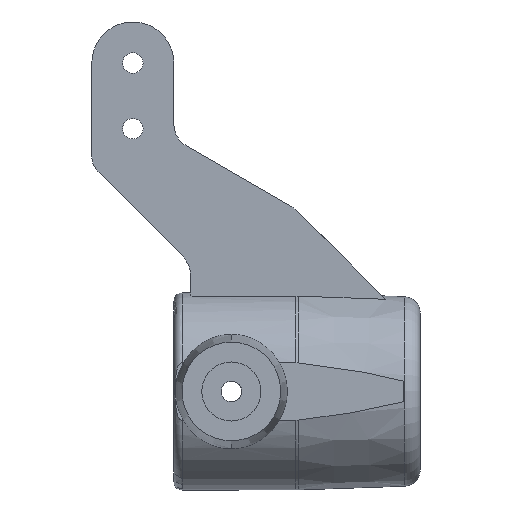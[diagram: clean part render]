
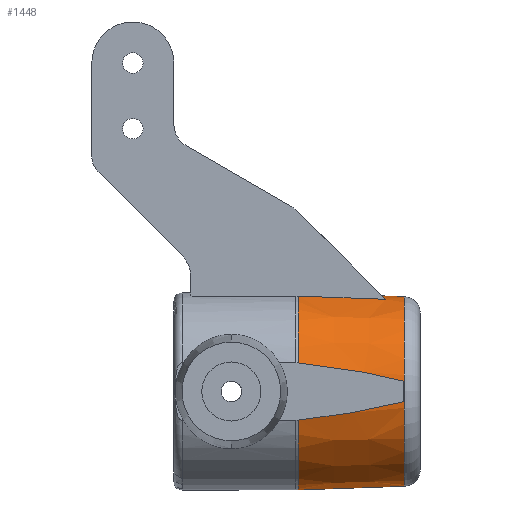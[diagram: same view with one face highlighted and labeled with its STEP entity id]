
A CAD part, front view. The second image highlights one B-rep face of the part: STEP entity #1448.
In plain terms, the highlighted conical face has half-angle 2 degrees and reference radius 12 mm.
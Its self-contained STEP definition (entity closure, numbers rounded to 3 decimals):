
#5 = CARTESIAN_POINT ( 'NONE',  ( 25.499, -2.021, 11.501 ) ) ;
#15 = CARTESIAN_POINT ( 'NONE',  ( 16.115, -3., 11.579 ) ) ;
#43 = CARTESIAN_POINT ( 'NONE',  ( 15.174, -11.478, 3.479 ) ) ;
#47 = EDGE_CURVE ( 'NONE', #2055, #2262, #1688, .T. ) ;
#74 = DIRECTION ( 'NONE',  ( 1., 0., 0. ) ) ;
#117 = CARTESIAN_POINT ( 'NONE',  ( 15., 0., 0. ) ) ;
#159 = AXIS2_PLACEMENT_3D ( 'NONE', #358, #340, #2414 ) ;
#194 = ORIENTED_EDGE ( 'NONE', *, *, #1637, .T. ) ;
#254 = VERTEX_POINT ( 'NONE', #2367 ) ;
#269 = LINE ( 'NONE', #536, #298 ) ;
#298 = VECTOR ( 'NONE', #1100, 1000. ) ;
#299 = CARTESIAN_POINT ( 'NONE',  ( 15.174, 0., 0. ) ) ;
#301 = CARTESIAN_POINT ( 'NONE',  ( 25.37, -11.478, -1.924 ) ) ;
#306 = EDGE_CURVE ( 'NONE', #2320, #2055, #1562, .T. ) ;
#330 = DIRECTION ( 'NONE',  ( -1., 0., 0. ) ) ;
#340 = DIRECTION ( 'NONE',  ( 1., 0., 0. ) ) ;
#358 = CARTESIAN_POINT ( 'NONE',  ( 28., 0., 0. ) ) ;
#409 = CARTESIAN_POINT ( 'NONE',  ( 15., 0., -12. ) ) ;
#415 = CARTESIAN_POINT ( 'NONE',  ( 27.478, -11.478, 1.418 ) ) ;
#416 = LINE ( 'NONE', #409, #2096 ) ;
#447 = VERTEX_POINT ( 'NONE', #565 ) ;
#464 = AXIS2_PLACEMENT_3D ( 'NONE', #299, #74, #1613 ) ;
#474 = CIRCLE ( 'NONE', #1915, 11.994 ) ;
#536 = CARTESIAN_POINT ( 'NONE',  ( 15., 0., 12. ) ) ;
#565 = CARTESIAN_POINT ( 'NONE',  ( 28., -11.478, -1.249 ) ) ;
#570 = CARTESIAN_POINT ( 'NONE',  ( 25.77, -3., 11.23 ) ) ;
#607 = CARTESIAN_POINT ( 'NONE',  ( 19.646, -3., 11.451 ) ) ;
#611 = CARTESIAN_POINT ( 'NONE',  ( 25.362, -11.478, 1.926 ) ) ;
#622 = CARTESIAN_POINT ( 'NONE',  ( 28., -11.478, 1.249 ) ) ;
#633 = CARTESIAN_POINT ( 'NONE',  ( 25.893, -11.478, 1.811 ) ) ;
#635 = CARTESIAN_POINT ( 'NONE',  ( 15.174, -11.478, 3.479 ) ) ;
#667 = CARTESIAN_POINT ( 'NONE',  ( 25.362, 0., 11.638 ) ) ;
#675 = CARTESIAN_POINT ( 'NONE',  ( 25.77, -3., 11.23 ) ) ;
#681 = ORIENTED_EDGE ( 'NONE', *, *, #686, .F. ) ;
#686 = EDGE_CURVE ( 'NONE', #2359, #1976, #416, .T. ) ;
#697 = CARTESIAN_POINT ( 'NONE',  ( 28.07, 0., 11.544 ) ) ;
#699 = CARTESIAN_POINT ( 'NONE',  ( 28., -11.478, -1.249 ) ) ;
#732 = CARTESIAN_POINT ( 'NONE',  ( 15.174, -3., 11.613 ) ) ;
#774 = CARTESIAN_POINT ( 'NONE',  ( 15.174, 0., 0. ) ) ;
#789 = DIRECTION ( 'NONE',  ( -0.999, 0., -0.035 ) ) ;
#798 = CARTESIAN_POINT ( 'NONE',  ( 25.77, -3., 11.23 ) ) ;
#816 = CARTESIAN_POINT ( 'NONE',  ( 22.696, -11.478, 2.429 ) ) ;
#846 = DIRECTION ( 'NONE',  ( -1., 0., 0. ) ) ;
#871 = CARTESIAN_POINT ( 'NONE',  ( 15.174, -11.478, -3.479 ) ) ;
#873 = ORIENTED_EDGE ( 'NONE', *, *, #978, .T. ) ;
#900 = DIRECTION ( 'NONE',  ( 0., 0., -1. ) ) ;
#901 = VERTEX_POINT ( 'NONE', #697 ) ;
#911 = EDGE_CURVE ( 'NONE', #901, #2198, #269, .T. ) ;
#924 = CARTESIAN_POINT ( 'NONE',  ( 25.362, 0., 11.638 ) ) ;
#978 = EDGE_CURVE ( 'NONE', #2198, #1726, #1966, .T. ) ;
#980 = CARTESIAN_POINT ( 'NONE',  ( 15.174, 0., -11.994 ) ) ;
#1071 = CARTESIAN_POINT ( 'NONE',  ( 23.771, -11.478, -2.244 ) ) ;
#1100 = DIRECTION ( 'NONE',  ( -0.999, 0., 0.035 ) ) ;
#1145 = CARTESIAN_POINT ( 'NONE',  ( 15.645, -3., 11.596 ) ) ;
#1243 = CARTESIAN_POINT ( 'NONE',  ( 25.902, -11.478, -1.809 ) ) ;
#1252 = ORIENTED_EDGE ( 'NONE', *, *, #2371, .F. ) ;
#1329 = EDGE_CURVE ( 'NONE', #447, #254, #2079, .T. ) ;
#1333 = CARTESIAN_POINT ( 'NONE',  ( 16.585, -3., 11.562 ) ) ;
#1339 = B_SPLINE_CURVE_WITH_KNOTS ( 'NONE', 3,
 ( #2282, #1145, #15, #1333, #607, #1922, #798 ),
 .UNSPECIFIED., .F., .F.,
 ( 4, 3, 4 ),
 ( 0.021, 0.023, 0.032 ),
 .UNSPECIFIED. ) ;
#1351 = CARTESIAN_POINT ( 'NONE',  ( 19.482, -11.478, 2.937 ) ) ;
#1352 = ORIENTED_EDGE ( 'NONE', *, *, #2324, .T. ) ;
#1380 = ORIENTED_EDGE ( 'NONE', *, *, #911, .T. ) ;
#1418 = CARTESIAN_POINT ( 'NONE',  ( 17.33, -11.478, -3.22 ) ) ;
#1426 = CARTESIAN_POINT ( 'NONE',  ( 27.483, -11.478, -1.416 ) ) ;
#1448 = ADVANCED_FACE ( 'NONE', ( #1828 ), #2181, .T. ) ;
#1480 = CARTESIAN_POINT ( 'NONE',  ( 28., -11.478, 1.249 ) ) ;
#1493 = DIRECTION ( 'NONE',  ( 1., 0., 0. ) ) ;
#1562 = CIRCLE ( 'NONE', #464, 11.994 ) ;
#1572 = CARTESIAN_POINT ( 'NONE',  ( 23.765, -11.478, 2.245 ) ) ;
#1601 = CARTESIAN_POINT ( 'NONE',  ( 26.959, -11.478, -1.555 ) ) ;
#1613 = DIRECTION ( 'NONE',  ( 0., 0., -1. ) ) ;
#1637 = EDGE_CURVE ( 'NONE', #2359, #901, #2238, .T. ) ;
#1688 = B_SPLINE_CURVE_WITH_KNOTS ( 'NONE', 3,
 ( #43, #1940, #1351, #816, #1572, #611, #633, #2313, #415, #622 ),
 .UNSPECIFIED., .F., .F.,
 ( 4, 2, 2, 2, 4 ),
 ( 0.01, 0.016, 0.019, 0.021, 0.023 ),
 .UNSPECIFIED. ) ;
#1697 = EDGE_LOOP ( 'NONE', ( #194, #1380, #873, #1252, #2401, #2113, #1352, #1859, #1935, #681 ) ) ;
#1726 = VERTEX_POINT ( 'NONE', #675 ) ;
#1806 = CARTESIAN_POINT ( 'NONE',  ( 22.701, -11.478, -2.428 ) ) ;
#1828 = FACE_OUTER_BOUND ( 'NONE', #1697, .T. ) ;
#1835 = EDGE_CURVE ( 'NONE', #254, #1976, #474, .T. ) ;
#1859 = ORIENTED_EDGE ( 'NONE', *, *, #1329, .T. ) ;
#1870 = AXIS2_PLACEMENT_3D ( 'NONE', #1973, #846, #2164 ) ;
#1890 = DIRECTION ( 'NONE',  ( 0., 0., -1. ) ) ;
#1915 = AXIS2_PLACEMENT_3D ( 'NONE', #774, #1493, #1890 ) ;
#1922 = CARTESIAN_POINT ( 'NONE',  ( 22.708, -3., 11.341 ) ) ;
#1935 = ORIENTED_EDGE ( 'NONE', *, *, #1835, .T. ) ;
#1940 = CARTESIAN_POINT ( 'NONE',  ( 17.33, -11.478, 3.22 ) ) ;
#1966 =( BOUNDED_CURVE ( )  B_SPLINE_CURVE ( 3, ( #924, #2059, #5, #570 ),
 .UNSPECIFIED., .F., .F. ) 
 B_SPLINE_CURVE_WITH_KNOTS ( ( 4, 4 ),
 ( 0., 0.27 ),
 .UNSPECIFIED. ) 
 CURVE ( )  GEOMETRIC_REPRESENTATION_ITEM ( )  RATIONAL_B_SPLINE_CURVE ( ( 1., 0.994, 0.994, 1. ) ) 
 REPRESENTATION_ITEM ( '' )  );
#1973 = CARTESIAN_POINT ( 'NONE',  ( 28.07, 0., 0. ) ) ;
#1976 = VERTEX_POINT ( 'NONE', #980 ) ;
#1993 = CARTESIAN_POINT ( 'NONE',  ( 19.483, -11.478, -2.937 ) ) ;
#2043 = AXIS2_PLACEMENT_3D ( 'NONE', #117, #330, #900 ) ;
#2051 = CARTESIAN_POINT ( 'NONE',  ( 28.07, 0., -11.544 ) ) ;
#2055 = VERTEX_POINT ( 'NONE', #635 ) ;
#2059 = CARTESIAN_POINT ( 'NONE',  ( 25.362, -1.015, 11.638 ) ) ;
#2079 = B_SPLINE_CURVE_WITH_KNOTS ( 'NONE', 3,
 ( #699, #1426, #1601, #1243, #301, #1071, #1806, #1993, #1418, #871 ),
 .UNSPECIFIED., .F., .F.,
 ( 4, 2, 2, 2, 4 ),
 ( 0.027, 0.029, 0.03, 0.033, 0.04 ),
 .UNSPECIFIED. ) ;
#2096 = VECTOR ( 'NONE', #789, 1000. ) ;
#2113 = ORIENTED_EDGE ( 'NONE', *, *, #47, .T. ) ;
#2164 = DIRECTION ( 'NONE',  ( 0., 0., 1. ) ) ;
#2181 = CONICAL_SURFACE ( 'NONE', #2043, 12., 0.035 ) ;
#2198 = VERTEX_POINT ( 'NONE', #667 ) ;
#2238 = CIRCLE ( 'NONE', #1870, 11.544 ) ;
#2262 = VERTEX_POINT ( 'NONE', #1480 ) ;
#2282 = CARTESIAN_POINT ( 'NONE',  ( 15.174, -3., 11.613 ) ) ;
#2313 = CARTESIAN_POINT ( 'NONE',  ( 26.951, -11.478, 1.557 ) ) ;
#2320 = VERTEX_POINT ( 'NONE', #732 ) ;
#2324 = EDGE_CURVE ( 'NONE', #2262, #447, #2354, .T. ) ;
#2354 = CIRCLE ( 'NONE', #159, 11.546 ) ;
#2359 = VERTEX_POINT ( 'NONE', #2051 ) ;
#2367 = CARTESIAN_POINT ( 'NONE',  ( 15.174, -11.478, -3.479 ) ) ;
#2371 = EDGE_CURVE ( 'NONE', #2320, #1726, #1339, .T. ) ;
#2401 = ORIENTED_EDGE ( 'NONE', *, *, #306, .T. ) ;
#2414 = DIRECTION ( 'NONE',  ( 0., 0., -1. ) ) ;
